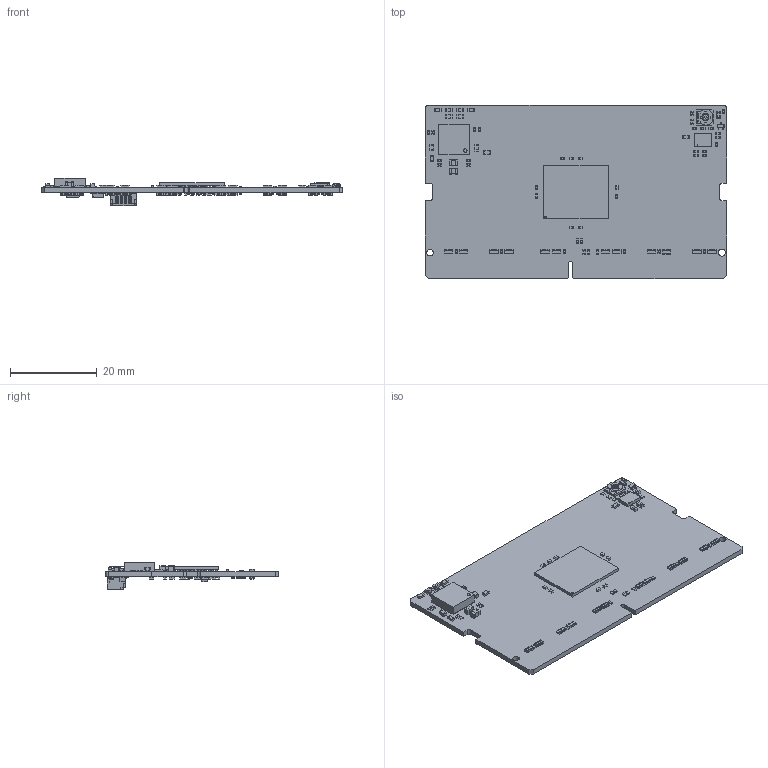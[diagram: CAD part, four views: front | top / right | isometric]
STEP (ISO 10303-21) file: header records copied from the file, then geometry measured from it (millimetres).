
FILE_DESCRIPTION(('KiCad electronic assembly'),'2;1');
FILE_NAME('lpddr5-testbed.step','2025-11-04T14:51:02',('Pcbnew'),( 'Kicad'),'Open CASCADE STEP processor 7.8','KiCad to STEP converter' ,'Unknown');
FILE_SCHEMA(('AUTOMOTIVE_DESIGN { 1 0 10303 214 1 1 1 1 }'));
Length unit declared in the file: millimetre
Products named in the file (17): lpddr5-testbed 1; R_array_panasonic_exb28; C_0402_1005Metric; R_0402_1005Metric; C_0603_1608Metric; C_0805_2012Metric; BGA-315_12.4x15mm_Layout15x21_P0.8x0.7mm; R_0603_1608Metric; SOT-523; LED_0603_1608Metric; TC-33X-2; QFN-20-4EP_3x4x0.75mm_P0.5mm_Layout4x6_LT3033; LGA-33_7x7mm_P0.65mm; D_SOD-123F; sot23-5; Conn_JST_SH_1x4_SM04B-SRSS-TB-LF-SN; lpddr5-testbed_PCB
Assembly tree (152 placements, depth 2):
  lpddr5-testbed 1
    R_array_panasonic_exb28  x24
    C_0402_1005Metric  x45
    R_0402_1005Metric  x60
    C_0603_1608Metric  x6
    C_0805_2012Metric  x2
    BGA-315_12.4x15mm_Layout15x21_P0.8x0.7mm
    R_0603_1608Metric  x5
    SOT-523
    LED_0603_1608Metric
    TC-33X-2
    QFN-20-4EP_3x4x0.75mm_P0.5mm_Layout4x6_LT3033
    LGA-33_7x7mm_P0.65mm
    D_SOD-123F
    sot23-5
    Conn_JST_SH_1x4_SM04B-SRSS-TB-LF-SN
    lpddr5-testbed_PCB
Bounding box: 69.62 x 40 x 6.43 mm (x, y, z)
Volume: 3677.1 mm3; surface area: 7289.9 mm2
Topology: 217 solids, 217 shells, 7767 faces, 19142 edges, 11605 vertices
Faces by surface type: plane 6235, cylinder 1016, sphere 432, bspline 84
Full cylindrical faces by diameter (mm): 0.155 x1, 1.5 x1, 1.6 x1
Entity records: 50692 total; most frequent: CARTESIAN_POINT 8610, DIRECTION 7326, ORIENTED_EDGE 7276, EDGE_CURVE 3638, LINE 3056, VECTOR 3056, VERTEX_POINT 2401, AXIS2_PLACEMENT_3D 2135
